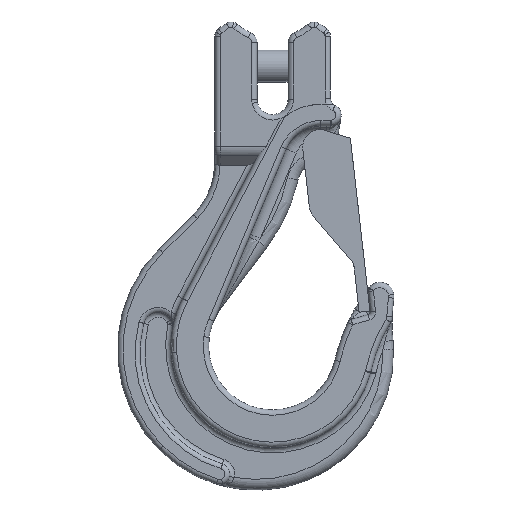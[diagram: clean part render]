
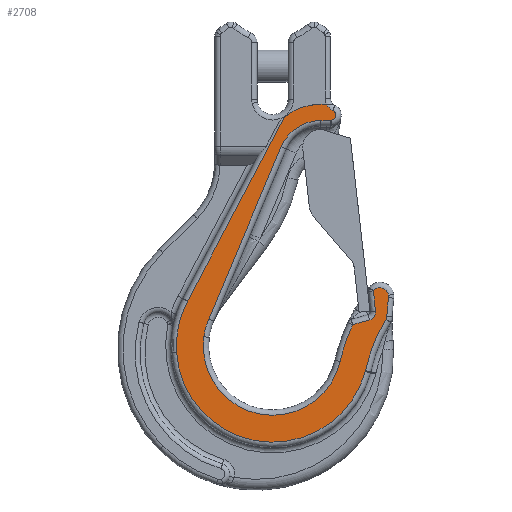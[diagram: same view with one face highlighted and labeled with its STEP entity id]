
A CAD part, left-side view. The second image highlights one B-rep face of the part: STEP entity #2708.
In plain terms, the highlighted planar face has unit normal (-1, 0, 0).
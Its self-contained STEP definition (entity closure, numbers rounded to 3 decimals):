
#1471=CARTESIAN_POINT('Vertex',(-12.75,-4.525,-18.748)) ;
#1493=CARTESIAN_POINT('Vertex',(-12.75,31.593,-87.237)) ;
#1496=CARTESIAN_POINT('Line Origine',(-12.75,16.954,-59.476)) ;
#1516=CARTESIAN_POINT('Axis2P3D Location',(-12.75,-17.94,-36.184)) ;
#1520=CARTESIAN_POINT('Vertex',(-12.75,-17.94,-14.184)) ;
#1540=CARTESIAN_POINT('Line Origine',(-12.75,-19.007,-14.184)) ;
#1544=CARTESIAN_POINT('Vertex',(-12.75,-20.073,-14.184)) ;
#2519=CARTESIAN_POINT('Vertex',(-12.75,35.641,-106.236)) ;
#2522=CARTESIAN_POINT('Axis2P3D Location',(-12.75,-0.004,-103.899)) ;
#2547=CARTESIAN_POINT('Axis2P3D Location',(-12.75,0.,0.)) ;
#2552=CARTESIAN_POINT('Line Origine',(-12.75,-37.835,-87.208)) ;
#2556=CARTESIAN_POINT('Vertex',(-12.75,-37.433,-83.421)) ;
#2558=CARTESIAN_POINT('Vertex',(-12.75,-38.236,-90.996)) ;
#2561=CARTESIAN_POINT('Axis2P3D Location',(-12.75,-35.253,-91.312)) ;
#2565=CARTESIAN_POINT('Vertex',(-12.75,-36.083,-94.195)) ;
#2568=CARTESIAN_POINT('Line Origine',(-12.75,-32.927,-95.104)) ;
#2572=CARTESIAN_POINT('Vertex',(-12.75,-29.771,-96.012)) ;
#2575=CARTESIAN_POINT('Axis2P3D Location',(-12.75,-91.354,-124.848)) ;
#2579=CARTESIAN_POINT('Vertex',(-12.75,-25.075,-109.649)) ;
#2582=CARTESIAN_POINT('Axis2P3D Location',(-12.75,-0.004,-103.899)) ;
#2586=CARTESIAN_POINT('Vertex',(-12.75,25.486,-100.457)) ;
#2589=CARTESIAN_POINT('Axis2P3D Location',(-12.75,-0.004,-103.899)) ;
#2593=CARTESIAN_POINT('Vertex',(-12.75,23.705,-93.927)) ;
#2596=CARTESIAN_POINT('Line Origine',(-12.75,10.257,-61.954)) ;
#2600=CARTESIAN_POINT('Vertex',(-12.75,-3.192,-29.981)) ;
#2603=CARTESIAN_POINT('Axis2P3D Location',(-12.75,-17.94,-36.184)) ;
#2607=CARTESIAN_POINT('Vertex',(-12.75,-17.94,-20.184)) ;
#2610=CARTESIAN_POINT('Line Origine',(-12.75,-19.72,-20.184)) ;
#2614=CARTESIAN_POINT('Vertex',(-12.75,-21.5,-20.184)) ;
#2617=CARTESIAN_POINT('Axis2P3D Location',(-12.75,-21.5,-18.184)) ;
#2621=CARTESIAN_POINT('Vertex',(-12.75,-21.703,-20.174)) ;
#2624=CARTESIAN_POINT('Axis2P3D Location',(-12.75,-21.5,-18.184)) ;
#2628=CARTESIAN_POINT('Vertex',(-12.75,-22.357,-16.377)) ;
#2631=CARTESIAN_POINT('Axis2P3D Location',(-12.75,-24.5,-11.86)) ;
#2636=CARTESIAN_POINT('Axis2P3D Location',(-12.75,-0.004,-103.899)) ;
#2640=CARTESIAN_POINT('Vertex',(-12.75,-34.467,-113.299)) ;
#2643=CARTESIAN_POINT('Axis2P3D Location',(-12.75,-31.572,-112.51)) ;
#2647=CARTESIAN_POINT('Vertex',(-12.75,-34.511,-113.113)) ;
#2650=CARTESIAN_POINT('Axis2P3D Location',(-12.75,-91.328,-124.767)) ;
#2654=CARTESIAN_POINT('Vertex',(-12.75,-42.137,-94.039)) ;
#2657=CARTESIAN_POINT('Axis2P3D Location',(-12.75,-40.441,-92.979)) ;
#2661=CARTESIAN_POINT('Vertex',(-12.75,-42.44,-93.046)) ;
#2664=CARTESIAN_POINT('Axis2P3D Location',(-12.75,-109.403,-95.265)) ;
#2668=CARTESIAN_POINT('Vertex',(-12.75,-43.061,-85.895)) ;
#2671=CARTESIAN_POINT('Axis2P3D Location',(-12.75,-39.9,-85.448)) ;
#2675=CARTESIAN_POINT('Vertex',(-12.75,-43.065,-85.028)) ;
#2678=CARTESIAN_POINT('Axis2P3D Location',(-12.75,-39.9,-85.448)) ;
#1497=DIRECTION('Vector Direction',(0.,-0.466,0.885)) ;
#1517=DIRECTION('Axis2P3D Direction',(1.,0.,-0.)) ;
#1541=DIRECTION('Vector Direction',(0.,-1.,0.)) ;
#2523=DIRECTION('Axis2P3D Direction',(-1.,0.,0.)) ;
#2548=DIRECTION('Axis2P3D Direction',(1.,0.,0.)) ;
#2549=DIRECTION('Axis2P3D XDirection',(0.,1.,0.)) ;
#2553=DIRECTION('Vector Direction',(0.,0.105,0.994)) ;
#2562=DIRECTION('Axis2P3D Direction',(1.,0.,0.)) ;
#2569=DIRECTION('Vector Direction',(0.,-0.961,0.277)) ;
#2576=DIRECTION('Axis2P3D Direction',(1.,0.,0.)) ;
#2583=DIRECTION('Axis2P3D Direction',(1.,0.,0.)) ;
#2590=DIRECTION('Axis2P3D Direction',(1.,0.,0.)) ;
#2597=DIRECTION('Vector Direction',(0.,0.388,-0.922)) ;
#2604=DIRECTION('Axis2P3D Direction',(1.,0.,0.)) ;
#2611=DIRECTION('Vector Direction',(0.,1.,0.)) ;
#2618=DIRECTION('Axis2P3D Direction',(1.,0.,0.)) ;
#2625=DIRECTION('Axis2P3D Direction',(1.,0.,0.)) ;
#2632=DIRECTION('Axis2P3D Direction',(1.,0.,0.)) ;
#2637=DIRECTION('Axis2P3D Direction',(1.,0.,0.)) ;
#2644=DIRECTION('Axis2P3D Direction',(1.,0.,0.)) ;
#2651=DIRECTION('Axis2P3D Direction',(1.,0.,0.)) ;
#2658=DIRECTION('Axis2P3D Direction',(1.,0.,0.)) ;
#2665=DIRECTION('Axis2P3D Direction',(1.,0.,0.)) ;
#2672=DIRECTION('Axis2P3D Direction',(1.,0.,0.)) ;
#2679=DIRECTION('Axis2P3D Direction',(1.,0.,0.)) ;
#1518=AXIS2_PLACEMENT_3D('Circle Axis2P3D',#1516,#1517,$) ;
#2524=AXIS2_PLACEMENT_3D('Circle Axis2P3D',#2522,#2523,$) ;
#2550=AXIS2_PLACEMENT_3D('Plane Axis2P3D',#2547,#2548,#2549) ;
#2563=AXIS2_PLACEMENT_3D('Circle Axis2P3D',#2561,#2562,$) ;
#2577=AXIS2_PLACEMENT_3D('Circle Axis2P3D',#2575,#2576,$) ;
#2584=AXIS2_PLACEMENT_3D('Circle Axis2P3D',#2582,#2583,$) ;
#2591=AXIS2_PLACEMENT_3D('Circle Axis2P3D',#2589,#2590,$) ;
#2605=AXIS2_PLACEMENT_3D('Circle Axis2P3D',#2603,#2604,$) ;
#2619=AXIS2_PLACEMENT_3D('Circle Axis2P3D',#2617,#2618,$) ;
#2626=AXIS2_PLACEMENT_3D('Circle Axis2P3D',#2624,#2625,$) ;
#2633=AXIS2_PLACEMENT_3D('Circle Axis2P3D',#2631,#2632,$) ;
#2638=AXIS2_PLACEMENT_3D('Circle Axis2P3D',#2636,#2637,$) ;
#2645=AXIS2_PLACEMENT_3D('Circle Axis2P3D',#2643,#2644,$) ;
#2652=AXIS2_PLACEMENT_3D('Circle Axis2P3D',#2650,#2651,$) ;
#2659=AXIS2_PLACEMENT_3D('Circle Axis2P3D',#2657,#2658,$) ;
#2666=AXIS2_PLACEMENT_3D('Circle Axis2P3D',#2664,#2665,$) ;
#2673=AXIS2_PLACEMENT_3D('Circle Axis2P3D',#2671,#2672,$) ;
#2680=AXIS2_PLACEMENT_3D('Circle Axis2P3D',#2678,#2679,$) ;
#2684=ORIENTED_EDGE('',*,*,#2560,.T.) ;
#2685=ORIENTED_EDGE('',*,*,#2567,.T.) ;
#2686=ORIENTED_EDGE('',*,*,#2574,.T.) ;
#2687=ORIENTED_EDGE('',*,*,#2581,.F.) ;
#2688=ORIENTED_EDGE('',*,*,#2588,.F.) ;
#2689=ORIENTED_EDGE('',*,*,#2595,.F.) ;
#2690=ORIENTED_EDGE('',*,*,#2602,.F.) ;
#2691=ORIENTED_EDGE('',*,*,#2609,.F.) ;
#2692=ORIENTED_EDGE('',*,*,#2616,.F.) ;
#2693=ORIENTED_EDGE('',*,*,#2623,.F.) ;
#2694=ORIENTED_EDGE('',*,*,#2630,.F.) ;
#2695=ORIENTED_EDGE('',*,*,#2635,.F.) ;
#2696=ORIENTED_EDGE('',*,*,#1546,.F.) ;
#2697=ORIENTED_EDGE('',*,*,#1522,.F.) ;
#2698=ORIENTED_EDGE('',*,*,#1500,.F.) ;
#2699=ORIENTED_EDGE('',*,*,#2526,.F.) ;
#2700=ORIENTED_EDGE('',*,*,#2642,.F.) ;
#2701=ORIENTED_EDGE('',*,*,#2649,.F.) ;
#2702=ORIENTED_EDGE('',*,*,#2656,.F.) ;
#2703=ORIENTED_EDGE('',*,*,#2663,.F.) ;
#2704=ORIENTED_EDGE('',*,*,#2670,.F.) ;
#2705=ORIENTED_EDGE('',*,*,#2677,.F.) ;
#2706=ORIENTED_EDGE('',*,*,#2682,.F.) ;
#1498=VECTOR('Line Direction',#1497,1.) ;
#1542=VECTOR('Line Direction',#1541,1.) ;
#2554=VECTOR('Line Direction',#2553,1.) ;
#2570=VECTOR('Line Direction',#2569,1.) ;
#2598=VECTOR('Line Direction',#2597,1.) ;
#2612=VECTOR('Line Direction',#2611,1.) ;
#2708=ADVANCED_FACE('\X2\51434EF6672C9AD4\X0\',(#2707),#2551,.F.) ;
#1519=CIRCLE('generated circle',#1518,22.) ;
#2525=CIRCLE('generated circle',#2524,35.721) ;
#2564=CIRCLE('generated circle',#2563,3.) ;
#2578=CIRCLE('generated circle',#2577,68.) ;
#2585=CIRCLE('generated circle',#2584,25.721) ;
#2592=CIRCLE('generated circle',#2591,25.721) ;
#2606=CIRCLE('generated circle',#2605,16.) ;
#2620=CIRCLE('generated circle',#2619,2.) ;
#2627=CIRCLE('generated circle',#2626,2.) ;
#2634=CIRCLE('generated circle',#2633,5.) ;
#2639=CIRCLE('generated circle',#2638,35.721) ;
#2646=CIRCLE('generated circle',#2645,3.) ;
#2653=CIRCLE('generated circle',#2652,58.) ;
#2660=CIRCLE('generated circle',#2659,2.) ;
#2667=CIRCLE('generated circle',#2666,67.) ;
#2674=CIRCLE('generated circle',#2673,3.193) ;
#2681=CIRCLE('generated circle',#2680,3.193) ;
#1500=EDGE_CURVE('',#1494,#1472,#1499,.T.) ;
#1522=EDGE_CURVE('',#1472,#1521,#1519,.T.) ;
#1546=EDGE_CURVE('',#1521,#1545,#1543,.T.) ;
#2526=EDGE_CURVE('',#2520,#1494,#2525,.F.) ;
#2560=EDGE_CURVE('',#2557,#2559,#2555,.F.) ;
#2567=EDGE_CURVE('',#2559,#2566,#2564,.T.) ;
#2574=EDGE_CURVE('',#2566,#2573,#2571,.F.) ;
#2581=EDGE_CURVE('',#2580,#2573,#2578,.T.) ;
#2588=EDGE_CURVE('',#2587,#2580,#2585,.F.) ;
#2595=EDGE_CURVE('',#2594,#2587,#2592,.F.) ;
#2602=EDGE_CURVE('',#2601,#2594,#2599,.T.) ;
#2609=EDGE_CURVE('',#2608,#2601,#2606,.F.) ;
#2616=EDGE_CURVE('',#2615,#2608,#2613,.T.) ;
#2623=EDGE_CURVE('',#2622,#2615,#2620,.T.) ;
#2630=EDGE_CURVE('',#2629,#2622,#2627,.T.) ;
#2635=EDGE_CURVE('',#1545,#2629,#2634,.F.) ;
#2642=EDGE_CURVE('',#2641,#2520,#2639,.T.) ;
#2649=EDGE_CURVE('',#2648,#2641,#2646,.T.) ;
#2656=EDGE_CURVE('',#2655,#2648,#2653,.F.) ;
#2663=EDGE_CURVE('',#2662,#2655,#2660,.T.) ;
#2670=EDGE_CURVE('',#2669,#2662,#2667,.F.) ;
#2677=EDGE_CURVE('',#2676,#2669,#2674,.T.) ;
#2682=EDGE_CURVE('',#2557,#2676,#2681,.T.) ;
#2683=EDGE_LOOP('',(#2684,#2685,#2686,#2687,#2688,#2689,#2690,#2691,#2692,#2693,#2694,#2695,#2696,#2697,#2698,#2699,#2700,#2701,#2702,#2703,#2704,#2705,#2706)) ;
#2707=FACE_OUTER_BOUND('',#2683,.T.) ;
#1499=LINE('Line',#1496,#1498) ;
#1543=LINE('Line',#1540,#1542) ;
#2555=LINE('Line',#2552,#2554) ;
#2571=LINE('Line',#2568,#2570) ;
#2599=LINE('Line',#2596,#2598) ;
#2613=LINE('Line',#2610,#2612) ;
#2551=PLANE('',#2550) ;
#1472=VERTEX_POINT('',#1471) ;
#1494=VERTEX_POINT('',#1493) ;
#1521=VERTEX_POINT('',#1520) ;
#1545=VERTEX_POINT('',#1544) ;
#2520=VERTEX_POINT('',#2519) ;
#2557=VERTEX_POINT('',#2556) ;
#2559=VERTEX_POINT('',#2558) ;
#2566=VERTEX_POINT('',#2565) ;
#2573=VERTEX_POINT('',#2572) ;
#2580=VERTEX_POINT('',#2579) ;
#2587=VERTEX_POINT('',#2586) ;
#2594=VERTEX_POINT('',#2593) ;
#2601=VERTEX_POINT('',#2600) ;
#2608=VERTEX_POINT('',#2607) ;
#2615=VERTEX_POINT('',#2614) ;
#2622=VERTEX_POINT('',#2621) ;
#2629=VERTEX_POINT('',#2628) ;
#2641=VERTEX_POINT('',#2640) ;
#2648=VERTEX_POINT('',#2647) ;
#2655=VERTEX_POINT('',#2654) ;
#2662=VERTEX_POINT('',#2661) ;
#2669=VERTEX_POINT('',#2668) ;
#2676=VERTEX_POINT('',#2675) ;
